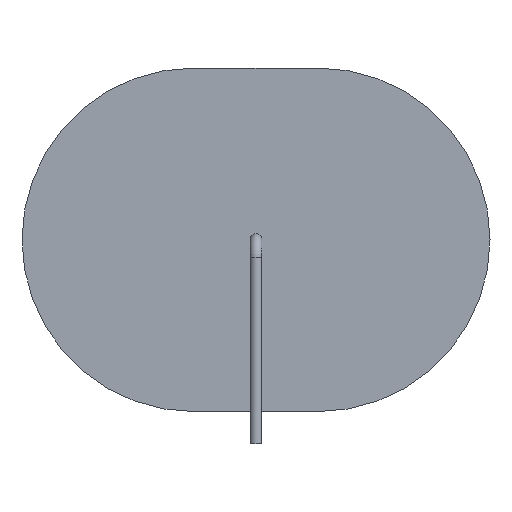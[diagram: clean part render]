
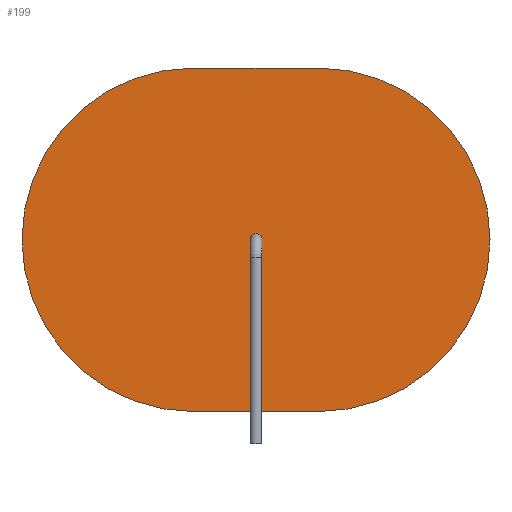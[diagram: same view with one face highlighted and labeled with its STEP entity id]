
A CAD part, left-side view. The second image highlights one B-rep face of the part: STEP entity #199.
In plain terms, the highlighted planar face has unit normal (-1, 0, 0).
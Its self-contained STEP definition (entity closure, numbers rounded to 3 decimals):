
#37=PLANE($,#226);
#47=FACE_OUTER_BOUND($,#63,.T.);
#63=EDGE_LOOP($,(#168,#169,#170,#171));
#82=LINE($,#325,#92);
#86=LINE($,#336,#96);
#92=VECTOR($,#257,12.5);
#96=VECTOR($,#269,12.5);
#100=CIRCLE($,#218,17.25);
#102=CIRCLE($,#222,17.25);
#112=VERTEX_POINT($,#315);
#113=VERTEX_POINT($,#316);
#116=VERTEX_POINT($,#324);
#118=VERTEX_POINT($,#330);
#128=EDGE_CURVE($,#112,#113,#100,.T.);
#132=EDGE_CURVE($,#116,#112,#82,.T.);
#135=EDGE_CURVE($,#118,#116,#102,.T.);
#138=EDGE_CURVE($,#113,#118,#86,.T.);
#168=ORIENTED_EDGE($,*,*,#138,.F.);
#169=ORIENTED_EDGE($,*,*,#128,.F.);
#170=ORIENTED_EDGE($,*,*,#132,.F.);
#171=ORIENTED_EDGE($,*,*,#135,.F.);
#199=ADVANCED_FACE($,(#47),#37,.F.);
#218=AXIS2_PLACEMENT_3D($,#317,#249,#250);
#222=AXIS2_PLACEMENT_3D($,#331,#262,#263);
#226=AXIS2_PLACEMENT_3D($,#339,#273,#274);
#249=DIRECTION('center_axis',(1.,0.,0.));
#250=DIRECTION('ref_axis',(0.,0.,-1.));
#257=DIRECTION($,(0.,1.,0.));
#262=DIRECTION('center_axis',(1.,0.,0.));
#263=DIRECTION('ref_axis',(0.,0.,1.));
#269=DIRECTION($,(0.,-1.,0.));
#273=DIRECTION('center_axis',(1.,0.,0.));
#274=DIRECTION('ref_axis',(0.,0.,-1.));
#315=CARTESIAN_POINT('',(-27.,6.25,0.));
#316=CARTESIAN_POINT('',(-27.,6.25,34.5));
#317=CARTESIAN_POINT('Origin',(-27.,6.25,17.25));
#324=CARTESIAN_POINT('',(-27.,-6.25,0.));
#325=CARTESIAN_POINT($,(-27.,-6.25,0.));
#330=CARTESIAN_POINT('',(-27.,-6.25,34.5));
#331=CARTESIAN_POINT('Origin',(-27.,-6.25,17.25));
#336=CARTESIAN_POINT($,(-27.,6.25,34.5));
#339=CARTESIAN_POINT('Origin',(-27.,0.,17.25));
